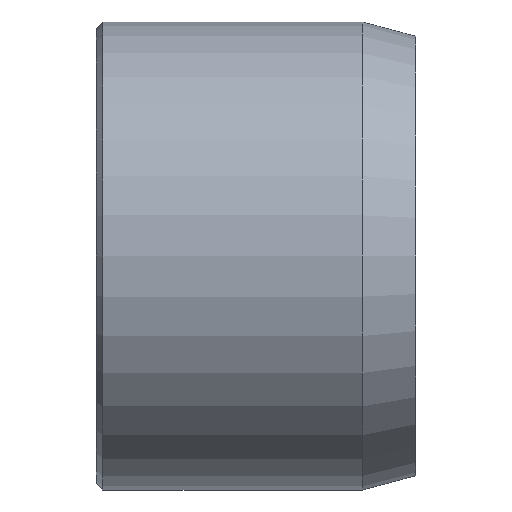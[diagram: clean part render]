
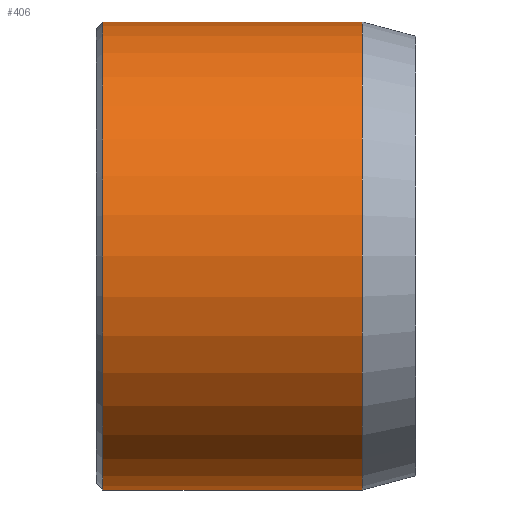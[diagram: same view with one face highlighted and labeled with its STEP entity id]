
A CAD part, front view. The second image highlights one B-rep face of the part: STEP entity #406.
In plain terms, the highlighted cylindrical face has radius 11 mm (diameter 22 mm), a partial arc.
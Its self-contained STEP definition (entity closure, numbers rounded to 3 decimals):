
#2 = LINE ( 'NONE', #360, #416 ) ;
#15 = DIRECTION ( 'NONE',  ( -1., 0., 0. ) ) ;
#37 = EDGE_CURVE ( 'NONE', #445, #500, #2, .T. ) ;
#40 = CARTESIAN_POINT ( 'NONE',  ( 0.3, 0., -11. ) ) ;
#49 = CARTESIAN_POINT ( 'NONE',  ( 12.5, 0., 0. ) ) ;
#90 = EDGE_LOOP ( 'NONE', ( #417, #126, #110, #545 ) ) ;
#98 = AXIS2_PLACEMENT_3D ( 'NONE', #49, #15, #528 ) ;
#110 = ORIENTED_EDGE ( 'NONE', *, *, #37, .T. ) ;
#112 = FACE_OUTER_BOUND ( 'NONE', #90, .T. ) ;
#116 = CARTESIAN_POINT ( 'NONE',  ( 0.3, 0., 11. ) ) ;
#126 = ORIENTED_EDGE ( 'NONE', *, *, #421, .T. ) ;
#156 = VERTEX_POINT ( 'NONE', #190 ) ;
#164 = VERTEX_POINT ( 'NONE', #40 ) ;
#175 = DIRECTION ( 'NONE',  ( 0., 0., -1. ) ) ;
#179 = DIRECTION ( 'NONE',  ( -1., 0., 0. ) ) ;
#190 = CARTESIAN_POINT ( 'NONE',  ( 12.5, 0., -11. ) ) ;
#193 = DIRECTION ( 'NONE',  ( 1., 0., 0. ) ) ;
#207 = CYLINDRICAL_SURFACE ( 'NONE', #533, 11. ) ;
#235 = DIRECTION ( 'NONE',  ( 0., 0., 1. ) ) ;
#250 = VECTOR ( 'NONE', #272, 1000. ) ;
#257 = AXIS2_PLACEMENT_3D ( 'NONE', #447, #193, #175 ) ;
#272 = DIRECTION ( 'NONE',  ( -1., 0., 0. ) ) ;
#306 = EDGE_CURVE ( 'NONE', #156, #164, #490, .T. ) ;
#360 = CARTESIAN_POINT ( 'NONE',  ( 0., 0., 11. ) ) ;
#363 = CARTESIAN_POINT ( 'NONE',  ( 0., 0., -11. ) ) ;
#364 = CARTESIAN_POINT ( 'NONE',  ( 0., 0., 0. ) ) ;
#394 = CIRCLE ( 'NONE', #257, 11. ) ;
#406 = ADVANCED_FACE ( 'NONE', ( #112 ), #207, .T. ) ;
#416 = VECTOR ( 'NONE', #179, 1000. ) ;
#417 = ORIENTED_EDGE ( 'NONE', *, *, #306, .F. ) ;
#421 = EDGE_CURVE ( 'NONE', #156, #445, #481, .T. ) ;
#445 = VERTEX_POINT ( 'NONE', #524 ) ;
#447 = CARTESIAN_POINT ( 'NONE',  ( 0.3, 0., 0. ) ) ;
#450 = DIRECTION ( 'NONE',  ( -1., 0., 0. ) ) ;
#481 = CIRCLE ( 'NONE', #98, 11. ) ;
#490 = LINE ( 'NONE', #363, #250 ) ;
#500 = VERTEX_POINT ( 'NONE', #116 ) ;
#515 = EDGE_CURVE ( 'NONE', #500, #164, #394, .T. ) ;
#524 = CARTESIAN_POINT ( 'NONE',  ( 12.5, 0., 11. ) ) ;
#528 = DIRECTION ( 'NONE',  ( 0., 0., 1. ) ) ;
#533 = AXIS2_PLACEMENT_3D ( 'NONE', #364, #450, #235 ) ;
#545 = ORIENTED_EDGE ( 'NONE', *, *, #515, .T. ) ;
